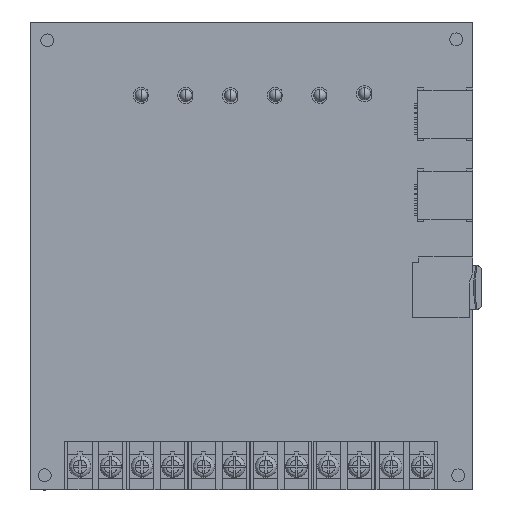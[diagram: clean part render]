
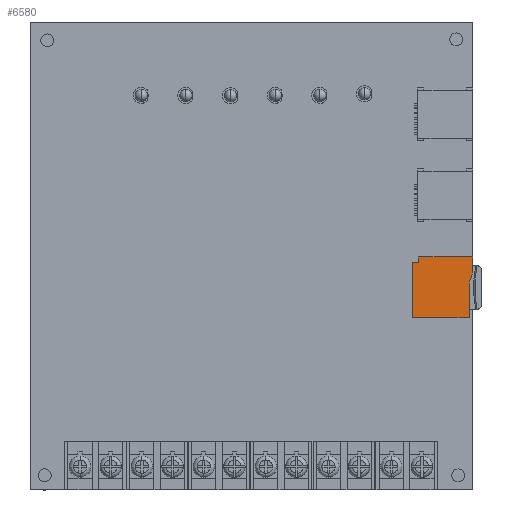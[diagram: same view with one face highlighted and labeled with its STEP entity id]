
A CAD part, top view. The second image highlights one B-rep face of the part: STEP entity #6580.
In plain terms, the highlighted planar face has unit normal (0, 0, 1).
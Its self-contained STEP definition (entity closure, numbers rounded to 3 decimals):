
#6291 = VERTEX_POINT('',#6292);
#6292 = CARTESIAN_POINT('',(7.442,7.518,1.85));
#6298 = EDGE_CURVE('',#6291,#6299,#6301,.T.);
#6299 = VERTEX_POINT('',#6300);
#6300 = CARTESIAN_POINT('',(7.442,3.546,1.85));
#6301 = LINE('',#6302,#6303);
#6302 = CARTESIAN_POINT('',(7.442,7.518,1.85));
#6303 = VECTOR('',#6304,1.);
#6304 = DIRECTION('',(0.,-1.,0.));
#6329 = EDGE_CURVE('',#6299,#6330,#6332,.T.);
#6330 = VERTEX_POINT('',#6331);
#6331 = CARTESIAN_POINT('',(6.985,2.134,1.85));
#6332 = LINE('',#6333,#6334);
#6333 = CARTESIAN_POINT('',(7.442,3.546,1.85));
#6334 = VECTOR('',#6335,1.);
#6335 = DIRECTION('',(-0.308,-0.951,0.));
#6360 = EDGE_CURVE('',#6330,#6361,#6363,.T.);
#6361 = VERTEX_POINT('',#6362);
#6362 = CARTESIAN_POINT('',(6.579,1.041,1.85));
#6363 = LINE('',#6364,#6365);
#6364 = CARTESIAN_POINT('',(6.985,2.134,1.85));
#6365 = VECTOR('',#6366,1.);
#6366 = DIRECTION('',(-0.349,-0.937,0.));
#6391 = EDGE_CURVE('',#6361,#6392,#6394,.T.);
#6392 = VERTEX_POINT('',#6393);
#6393 = CARTESIAN_POINT('',(6.579,-7.518,1.85));
#6394 = LINE('',#6395,#6396);
#6395 = CARTESIAN_POINT('',(6.579,1.041,1.85));
#6396 = VECTOR('',#6397,1.);
#6397 = DIRECTION('',(0.,-1.,0.));
#6422 = EDGE_CURVE('',#6392,#6423,#6425,.T.);
#6423 = VERTEX_POINT('',#6424);
#6424 = CARTESIAN_POINT('',(-7.442,-7.518,1.85));
#6425 = LINE('',#6426,#6427);
#6426 = CARTESIAN_POINT('',(6.579,-7.518,1.85));
#6427 = VECTOR('',#6428,1.);
#6428 = DIRECTION('',(-1.,0.,0.));
#6453 = EDGE_CURVE('',#6423,#6454,#6456,.T.);
#6454 = VERTEX_POINT('',#6455);
#6455 = CARTESIAN_POINT('',(-7.417,6.172,1.85));
#6456 = LINE('',#6457,#6458);
#6457 = CARTESIAN_POINT('',(-7.442,-7.518,1.85));
#6458 = VECTOR('',#6459,1.);
#6459 = DIRECTION('',(0.002,1.,0.));
#6484 = EDGE_CURVE('',#6454,#6485,#6487,.T.);
#6485 = VERTEX_POINT('',#6486);
#6486 = CARTESIAN_POINT('',(-5.918,6.198,1.85));
#6487 = LINE('',#6488,#6489);
#6488 = CARTESIAN_POINT('',(-7.417,6.172,1.85));
#6489 = VECTOR('',#6490,1.);
#6490 = DIRECTION('',(1.,0.017,0.));
#6515 = EDGE_CURVE('',#6485,#6516,#6518,.T.);
#6516 = VERTEX_POINT('',#6517);
#6517 = CARTESIAN_POINT('',(-5.918,7.518,1.85));
#6518 = LINE('',#6519,#6520);
#6519 = CARTESIAN_POINT('',(-5.918,6.198,1.85));
#6520 = VECTOR('',#6521,1.);
#6521 = DIRECTION('',(0.,1.,0.));
#6546 = EDGE_CURVE('',#6516,#6291,#6547,.T.);
#6547 = LINE('',#6548,#6549);
#6548 = CARTESIAN_POINT('',(-5.918,7.518,1.85));
#6549 = VECTOR('',#6550,1.);
#6550 = DIRECTION('',(1.,0.,0.));
#6580 = ADVANCED_FACE('',(#6581),#6592,.T.);
#6581 = FACE_BOUND('',#6582,.F.);
#6582 = EDGE_LOOP('',(#6583,#6584,#6585,#6586,#6587,#6588,#6589,#6590,
    #6591));
#6583 = ORIENTED_EDGE('',*,*,#6298,.T.);
#6584 = ORIENTED_EDGE('',*,*,#6329,.T.);
#6585 = ORIENTED_EDGE('',*,*,#6360,.T.);
#6586 = ORIENTED_EDGE('',*,*,#6391,.T.);
#6587 = ORIENTED_EDGE('',*,*,#6422,.T.);
#6588 = ORIENTED_EDGE('',*,*,#6453,.T.);
#6589 = ORIENTED_EDGE('',*,*,#6484,.T.);
#6590 = ORIENTED_EDGE('',*,*,#6515,.T.);
#6591 = ORIENTED_EDGE('',*,*,#6546,.T.);
#6592 = PLANE('',#6593);
#6593 = AXIS2_PLACEMENT_3D('',#6594,#6595,#6596);
#6594 = CARTESIAN_POINT('',(7.442,7.518,1.85));
#6595 = DIRECTION('',(0.,0.,1.));
#6596 = DIRECTION('',(1.,0.,0.));
